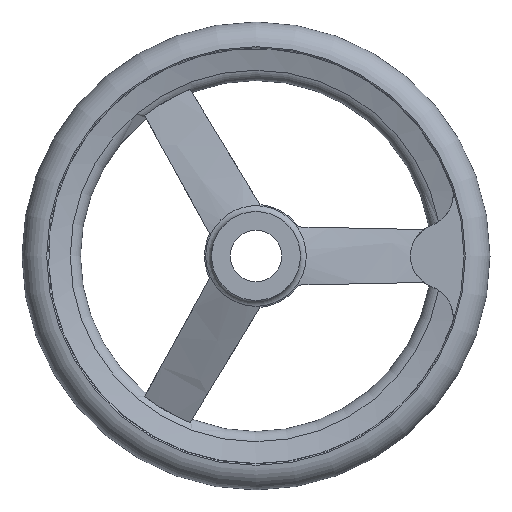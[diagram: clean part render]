
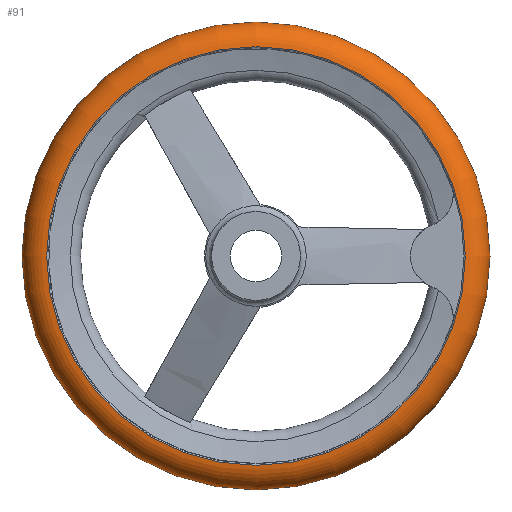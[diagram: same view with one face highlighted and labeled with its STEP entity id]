
A CAD part, front view. The second image highlights one B-rep face of the part: STEP entity #91.
In plain terms, the highlighted toroidal (fillet/blend) face has major radius 89 mm and minor radius 11 mm.
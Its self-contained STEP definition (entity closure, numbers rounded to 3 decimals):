
#91 = ADVANCED_FACE( '', ( #210, #211, #212 ), #213, .T. );
#210 = FACE_BOUND( '', #354, .T. );
#211 = FACE_OUTER_BOUND( '', #355, .T. );
#212 = FACE_OUTER_BOUND( '', #356, .T. );
#213 = TOROIDAL_SURFACE( '', #357, 89., 11. );
#354 = VERTEX_LOOP( '', #581 );
#355 = EDGE_LOOP( '', ( #582 ) );
#356 = EDGE_LOOP( '', ( #583 ) );
#357 = AXIS2_PLACEMENT_3D( '', #584, #585, #586 );
#581 = VERTEX_POINT( '', #865 );
#582 = ORIENTED_EDGE( '', *, *, #863, .T. );
#583 = ORIENTED_EDGE( '', *, *, #866, .F. );
#584 = CARTESIAN_POINT( '', ( 0., 34., 0. ) );
#585 = DIRECTION( '', ( 0., -1., 0. ) );
#586 = DIRECTION( '', ( 0., 0., -1. ) );
#863 = EDGE_CURVE( '', #1052, #1052, #1053, .T. );
#865 = CARTESIAN_POINT( '', ( 0., 34., -100. ) );
#866 = EDGE_CURVE( '', #1055, #1055, #1056, .T. );
#1052 = VERTEX_POINT( '', #1635 );
#1053 = CIRCLE( '', #1636, 89.458 );
#1055 = VERTEX_POINT( '', #1638 );
#1056 = CIRCLE( '', #1639, 89.458 );
#1635 = CARTESIAN_POINT( '', ( 0., 44.99, -89.458 ) );
#1636 = AXIS2_PLACEMENT_3D( '', #1848, #1849, #1850 );
#1638 = CARTESIAN_POINT( '', ( 0., 23.01, -89.458 ) );
#1639 = AXIS2_PLACEMENT_3D( '', #1851, #1852, #1853 );
#1848 = CARTESIAN_POINT( '', ( 0., 44.99, 0. ) );
#1849 = DIRECTION( '', ( 0., -1., 0. ) );
#1850 = DIRECTION( '', ( 0., 0., -1. ) );
#1851 = CARTESIAN_POINT( '', ( 0., 23.01, 0. ) );
#1852 = DIRECTION( '', ( 0., -1., 0. ) );
#1853 = DIRECTION( '', ( 0., 0., -1. ) );
